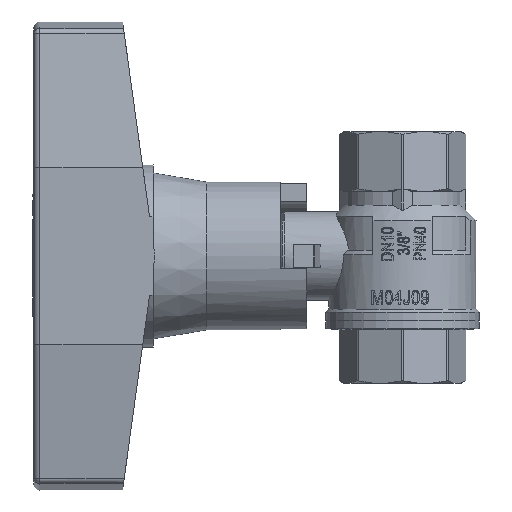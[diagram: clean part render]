
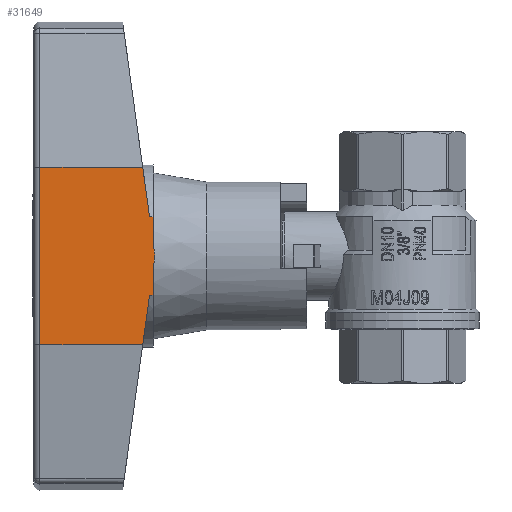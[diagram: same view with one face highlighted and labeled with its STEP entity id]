
A CAD part, left-side view. The second image highlights one B-rep face of the part: STEP entity #31649.
In plain terms, the highlighted face is planar.
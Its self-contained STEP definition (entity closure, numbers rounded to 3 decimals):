
#25=B_SPLINE_CURVE_WITH_KNOTS('',3,(#58281,#58282,#58283,#58284,#58285,
#58286,#58287,#58288,#58289,#58290,#58291,#58292,#58293,#58294,#58295,#58296,
#58297,#58298,#58299,#58300,#58301,#58302,#58303,#58304,#58305,#58306,#58307,
#58308,#58309,#58310,#58311,#58312,#58313,#58314,#58315,#58316,#58317,#58318,
#58319,#58320),.UNSPECIFIED.,.F.,.F.,(4,3,3,3,3,3,3,3,3,3,3,3,3,4),(0.,
0.168,0.335,0.419,0.502,
0.586,0.67,0.754,0.838,
0.922,1.006,1.09,1.174,1.342),
 .PIECEWISE_BEZIER_KNOTS.);
#5258=ORIENTED_EDGE('',*,*,#13620,.T.);
#5259=ORIENTED_EDGE('',*,*,#13629,.F.);
#5260=ORIENTED_EDGE('',*,*,#13657,.F.);
#5261=ORIENTED_EDGE('',*,*,#13658,.F.);
#5262=ORIENTED_EDGE('',*,*,#13659,.T.);
#5263=ORIENTED_EDGE('',*,*,#13660,.T.);
#5264=ORIENTED_EDGE('',*,*,#13661,.F.);
#5265=ORIENTED_EDGE('',*,*,#13647,.T.);
#5266=ORIENTED_EDGE('',*,*,#13619,.T.);
#5267=ORIENTED_EDGE('',*,*,#13662,.F.);
#5268=ORIENTED_EDGE('',*,*,#13607,.T.);
#5269=ORIENTED_EDGE('',*,*,#13663,.F.);
#13607=EDGE_CURVE('',#18041,#18040,#25,.T.);
#13619=EDGE_CURVE('',#18046,#18049,#21641,.T.);
#13620=EDGE_CURVE('',#18050,#18051,#21642,.T.);
#13629=EDGE_CURVE('',#18056,#18051,#21648,.T.);
#13647=EDGE_CURVE('',#18071,#18046,#21657,.T.);
#13657=EDGE_CURVE('',#18077,#18056,#21665,.T.);
#13658=EDGE_CURVE('',#18078,#18077,#21666,.T.);
#13659=EDGE_CURVE('',#18078,#18079,#21667,.T.);
#13660=EDGE_CURVE('',#18079,#18080,#21668,.T.);
#13661=EDGE_CURVE('',#18071,#18080,#21669,.T.);
#13662=EDGE_CURVE('',#18041,#18049,#21670,.T.);
#13663=EDGE_CURVE('',#18050,#18040,#21671,.T.);
#18040=VERTEX_POINT('',#58280);
#18041=VERTEX_POINT('',#58321);
#18046=VERTEX_POINT('',#58337);
#18049=VERTEX_POINT('',#58343);
#18050=VERTEX_POINT('',#58347);
#18051=VERTEX_POINT('',#58348);
#18056=VERTEX_POINT('',#58362);
#18071=VERTEX_POINT('',#58403);
#18077=VERTEX_POINT('',#58422);
#18078=VERTEX_POINT('',#58424);
#18079=VERTEX_POINT('',#58426);
#18080=VERTEX_POINT('',#58428);
#21641=LINE('',#58344,#24321);
#21642=LINE('',#58346,#24322);
#21648=LINE('',#58363,#24328);
#21657=LINE('',#58402,#24337);
#21665=LINE('',#58421,#24345);
#21666=LINE('',#58423,#24346);
#21667=LINE('',#58425,#24347);
#21668=LINE('',#58427,#24348);
#21669=LINE('',#58429,#24349);
#21670=LINE('',#58430,#24350);
#21671=LINE('',#58431,#24351);
#24321=VECTOR('',#47469,1000.);
#24322=VECTOR('',#47472,1000.);
#24328=VECTOR('',#47486,1000.);
#24337=VECTOR('',#47527,1000.);
#24345=VECTOR('',#47545,1000.);
#24346=VECTOR('',#47546,1000.);
#24347=VECTOR('',#47547,1000.);
#24348=VECTOR('',#47548,1000.);
#24349=VECTOR('',#47549,1000.);
#24350=VECTOR('',#47550,1000.);
#24351=VECTOR('',#47551,1000.);
#26278=EDGE_LOOP('',(#5258,#5259,#5260,#5261,#5262,#5263,#5264,#5265,#5266,
#5267,#5268,#5269));
#28204=FACE_BOUND('',#26278,.T.);
#30068=PLANE('',#41769);
#31649=ADVANCED_FACE('',(#28204),#30068,.F.);
#41769=AXIS2_PLACEMENT_3D('',#58420,#47543,#47544);
#47469=DIRECTION('',(-1.,0.,0.));
#47472=DIRECTION('',(-1.,0.,0.));
#47486=DIRECTION('',(0.,0.,-1.));
#47527=DIRECTION('',(0.,0.,-1.));
#47543=DIRECTION('',(0.,-1.,0.));
#47544=DIRECTION('',(0.,0.,-1.));
#47545=DIRECTION('',(0.991,0.,-0.137));
#47546=DIRECTION('',(0.,0.,-1.));
#47547=DIRECTION('',(1.,0.,0.));
#47548=DIRECTION('',(0.,0.,-1.));
#47549=DIRECTION('',(0.991,0.,0.137));
#47550=DIRECTION('',(0.991,0.,0.137));
#47551=DIRECTION('',(0.991,0.,-0.137));
#58280=CARTESIAN_POINT('',(-0.663,14.,27.592));
#58281=CARTESIAN_POINT('',(0.663,14.,27.592));
#58282=CARTESIAN_POINT('',(0.609,14.,27.577));
#58283=CARTESIAN_POINT('',(0.554,14.,27.564));
#58284=CARTESIAN_POINT('',(0.5,14.,27.552));
#58285=CARTESIAN_POINT('',(0.445,14.,27.541));
#58286=CARTESIAN_POINT('',(0.39,14.,27.531));
#58287=CARTESIAN_POINT('',(0.335,14.,27.523));
#58288=CARTESIAN_POINT('',(0.307,14.,27.52));
#58289=CARTESIAN_POINT('',(0.279,14.,27.516));
#58290=CARTESIAN_POINT('',(0.252,14.,27.513));
#58291=CARTESIAN_POINT('',(0.224,14.,27.51));
#58292=CARTESIAN_POINT('',(0.196,14.,27.508));
#58293=CARTESIAN_POINT('',(0.169,14.,27.506));
#58294=CARTESIAN_POINT('',(0.141,14.,27.504));
#58295=CARTESIAN_POINT('',(0.113,14.,27.503));
#58296=CARTESIAN_POINT('',(0.085,14.,27.502));
#58297=CARTESIAN_POINT('',(0.057,14.,27.501));
#58298=CARTESIAN_POINT('',(0.029,14.,27.5));
#58299=CARTESIAN_POINT('',(0.001,14.,27.5));
#58300=CARTESIAN_POINT('',(-0.027,14.,27.5));
#58301=CARTESIAN_POINT('',(-0.055,14.,27.5));
#58302=CARTESIAN_POINT('',(-0.083,14.,27.501));
#58303=CARTESIAN_POINT('',(-0.111,14.,27.502));
#58304=CARTESIAN_POINT('',(-0.139,14.,27.504));
#58305=CARTESIAN_POINT('',(-0.167,14.,27.506));
#58306=CARTESIAN_POINT('',(-0.195,14.,27.508));
#58307=CARTESIAN_POINT('',(-0.223,14.,27.51));
#58308=CARTESIAN_POINT('',(-0.25,14.,27.513));
#58309=CARTESIAN_POINT('',(-0.278,14.,27.516));
#58310=CARTESIAN_POINT('',(-0.306,14.,27.519));
#58311=CARTESIAN_POINT('',(-0.334,14.,27.523));
#58312=CARTESIAN_POINT('',(-0.362,14.,27.527));
#58313=CARTESIAN_POINT('',(-0.39,14.,27.532));
#58314=CARTESIAN_POINT('',(-0.417,14.,27.536));
#58315=CARTESIAN_POINT('',(-0.445,14.,27.541));
#58316=CARTESIAN_POINT('',(-0.472,14.,27.546));
#58317=CARTESIAN_POINT('',(-0.5,14.,27.552));
#58318=CARTESIAN_POINT('',(-0.555,14.,27.564));
#58319=CARTESIAN_POINT('',(-0.609,14.,27.577));
#58320=CARTESIAN_POINT('',(-0.663,14.,27.592));
#58321=CARTESIAN_POINT('',(0.663,14.,27.592));
#58337=CARTESIAN_POINT('',(6.652,14.,27.8));
#58343=CARTESIAN_POINT('',(2.168,14.,27.8));
#58344=CARTESIAN_POINT('',(0.,14.,27.8));
#58346=CARTESIAN_POINT('',(0.,14.,27.8));
#58347=CARTESIAN_POINT('',(-2.168,14.,27.8));
#58348=CARTESIAN_POINT('',(-6.652,14.,27.8));
#58362=CARTESIAN_POINT('',(-6.652,14.,28.42));
#58363=CARTESIAN_POINT('',(-6.652,14.,35.4));
#58402=CARTESIAN_POINT('',(6.652,14.,35.4));
#58403=CARTESIAN_POINT('',(6.652,14.,28.42));
#58420=CARTESIAN_POINT('',(-20.,14.,46.));
#58421=CARTESIAN_POINT('',(4.164,14.,26.924));
#58422=CARTESIAN_POINT('',(-15.,14.,29.575));
#58423=CARTESIAN_POINT('',(-15.,14.,48.));
#58424=CARTESIAN_POINT('',(-15.,14.,47.));
#58425=CARTESIAN_POINT('',(4.164,14.,47.));
#58426=CARTESIAN_POINT('',(15.,14.,47.));
#58427=CARTESIAN_POINT('',(15.,14.,48.));
#58428=CARTESIAN_POINT('',(15.,14.,29.575));
#58429=CARTESIAN_POINT('',(4.164,14.,28.076));
#58430=CARTESIAN_POINT('',(4.164,14.,28.076));
#58431=CARTESIAN_POINT('',(4.164,14.,26.924));
